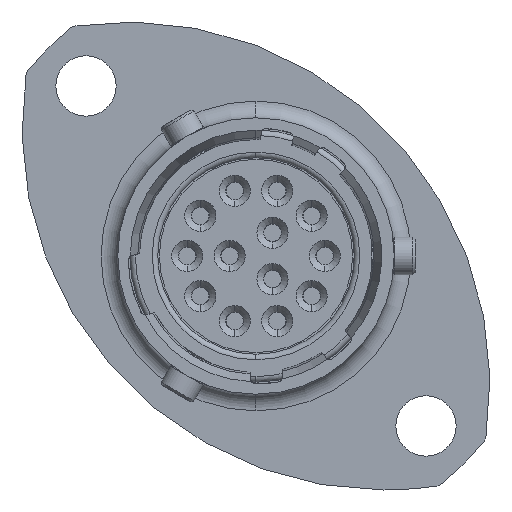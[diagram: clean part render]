
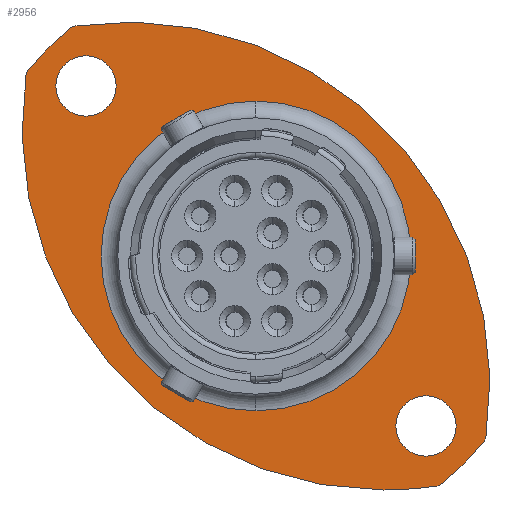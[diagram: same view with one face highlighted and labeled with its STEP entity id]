
A CAD part, left-side view. The second image highlights one B-rep face of the part: STEP entity #2956.
In plain terms, the highlighted planar face has unit normal (-1, 0, 0).
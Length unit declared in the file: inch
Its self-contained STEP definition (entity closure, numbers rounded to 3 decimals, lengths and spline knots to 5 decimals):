
#2956 = ADVANCED_FACE ( 'NONE', ( #19996, #19998, #20000, #20002 ), #19995, .F. ) ;
#3081 = EDGE_CURVE ( 'NONE', #7939, #7942, #21974, .T. ) ;
#3085 = EDGE_CURVE ( 'NONE', #7931, #7940, #21980, .T. ) ;
#3089 = EDGE_CURVE ( 'NONE', #7792, #7933, #21984, .T. ) ;
#3110 = EDGE_CURVE ( 'NONE', #7826, #7820, #22017, .T. ) ;
#3301 = EDGE_CURVE ( 'NONE', #7820, #7826, #26589, .T. ) ;
#3302 = EDGE_CURVE ( 'NONE', #7942, #7939, #26586, .T. ) ;
#3303 = EDGE_CURVE ( 'NONE', #7940, #7931, #26592, .T. ) ;
#3304 = EDGE_CURVE ( 'NONE', #7938, #7792, #26594, .T. ) ;
#3305 = EDGE_CURVE ( 'NONE', #7933, #7883, #26598, .T. ) ;
#3306 = EDGE_CURVE ( 'NONE', #7883, #7812, #26602, .T. ) ;
#3307 = EDGE_CURVE ( 'NONE', #7812, #7938, #26606, .T. ) ;
#4187 = EDGE_LOOP ( 'NONE', ( #10612, #10615, #10616, #10617, #10619 ) ) ;
#4188 = EDGE_LOOP ( 'NONE', ( #10602, #10603 ) ) ;
#4190 = EDGE_LOOP ( 'NONE', ( #10599, #10601 ) ) ;
#4192 = EDGE_LOOP ( 'NONE', ( #10606, #10607 ) ) ;
#7792 = VERTEX_POINT ( 'NONE', #36187 ) ;
#7812 = VERTEX_POINT ( 'NONE', #36209 ) ;
#7820 = VERTEX_POINT ( 'NONE', #36217 ) ;
#7826 = VERTEX_POINT ( 'NONE', #36223 ) ;
#7883 = VERTEX_POINT ( 'NONE', #36280 ) ;
#7931 = VERTEX_POINT ( 'NONE', #36328 ) ;
#7933 = VERTEX_POINT ( 'NONE', #36330 ) ;
#7938 = VERTEX_POINT ( 'NONE', #36335 ) ;
#7939 = VERTEX_POINT ( 'NONE', #36336 ) ;
#7940 = VERTEX_POINT ( 'NONE', #36337 ) ;
#7942 = VERTEX_POINT ( 'NONE', #36339 ) ;
#10599 = ORIENTED_EDGE ( 'NONE', *, *, #3301, .T. ) ;
#10601 = ORIENTED_EDGE ( 'NONE', *, *, #3110, .T. ) ;
#10602 = ORIENTED_EDGE ( 'NONE', *, *, #3081, .F. ) ;
#10603 = ORIENTED_EDGE ( 'NONE', *, *, #3302, .F. ) ;
#10606 = ORIENTED_EDGE ( 'NONE', *, *, #3085, .F. ) ;
#10607 = ORIENTED_EDGE ( 'NONE', *, *, #3303, .F. ) ;
#10612 = ORIENTED_EDGE ( 'NONE', *, *, #3304, .T. ) ;
#10615 = ORIENTED_EDGE ( 'NONE', *, *, #3089, .T. ) ;
#10616 = ORIENTED_EDGE ( 'NONE', *, *, #3305, .T. ) ;
#10617 = ORIENTED_EDGE ( 'NONE', *, *, #3306, .T. ) ;
#10619 = ORIENTED_EDGE ( 'NONE', *, *, #3307, .T. ) ;
#19995 = PLANE ( 'NONE',  #20932 ) ;
#19996 = FACE_BOUND ( 'NONE', #4190, .T. ) ;
#19998 = FACE_BOUND ( 'NONE', #4188, .T. ) ;
#20000 = FACE_BOUND ( 'NONE', #4192, .T. ) ;
#20002 = FACE_OUTER_BOUND ( 'NONE', #4187, .T. ) ;
#20012 = CARTESIAN_POINT ( 'NONE',  ( 0.43089, 0.53299, -0.05836 ) ) ;
#20013 = DIRECTION ( 'NONE',  ( 1., 0., 0. ) ) ;
#20014 = DIRECTION ( 'NONE',  ( 0., 0., -1. ) ) ;
#20932 = AXIS2_PLACEMENT_3D ( 'NONE', #20012, #20013, #20014 ) ;
#21974 = CIRCLE ( 'NONE', #21976, 0.06398 ) ;
#21976 = AXIS2_PLACEMENT_3D ( 'NONE', #23655, #23657, #23659 ) ;
#21980 = CIRCLE ( 'NONE', #21982, 0.06398 ) ;
#21982 = AXIS2_PLACEMENT_3D ( 'NONE', #23677, #23679, #23680 ) ;
#21984 = CIRCLE ( 'NONE', #21988, 0.76772 ) ;
#21988 = AXIS2_PLACEMENT_3D ( 'NONE', #23702, #23703, #23705 ) ;
#22017 = CIRCLE ( 'NONE', #22022, 0.32854 ) ;
#22022 = AXIS2_PLACEMENT_3D ( 'NONE', #23816, #23817, #23819 ) ;
#23655 = CARTESIAN_POINT ( 'NONE',  ( 0.43089, 0.60039, 0.30215 ) ) ;
#23657 = DIRECTION ( 'NONE',  ( -1., 0., 0. ) ) ;
#23659 = DIRECTION ( 'NONE',  ( 0., 0., -1. ) ) ;
#23677 = CARTESIAN_POINT ( 'NONE',  ( 0.43089, -0.12063, -0.41887 ) ) ;
#23679 = DIRECTION ( 'NONE',  ( -1., 0., 0. ) ) ;
#23680 = DIRECTION ( 'NONE',  ( 0., 0., -1. ) ) ;
#23702 = CARTESIAN_POINT ( 'NONE',  ( 0.43089, -0.03155, 0.21307 ) ) ;
#23703 = DIRECTION ( 'NONE',  ( -1., 0., 0. ) ) ;
#23705 = DIRECTION ( 'NONE',  ( 0., 0., -1. ) ) ;
#23816 = CARTESIAN_POINT ( 'NONE',  ( 0.43089, 0.23988, -0.05836 ) ) ;
#23817 = DIRECTION ( 'NONE',  ( 1., 0., 0. ) ) ;
#23819 = DIRECTION ( 'NONE',  ( 0., 0., -1. ) ) ;
#26586 = CIRCLE ( 'NONE', #26593, 0.06398 ) ;
#26589 = CIRCLE ( 'NONE', #26590, 0.32854 ) ;
#26590 = AXIS2_PLACEMENT_3D ( 'NONE', #29391, #29392, #29394 ) ;
#26592 = CIRCLE ( 'NONE', #26596, 0.06398 ) ;
#26593 = AXIS2_PLACEMENT_3D ( 'NONE', #29397, #29398, #29399 ) ;
#26594 = CIRCLE ( 'NONE', #26600, 0.76772 ) ;
#26596 = AXIS2_PLACEMENT_3D ( 'NONE', #29402, #29404, #29405 ) ;
#26598 = CIRCLE ( 'NONE', #26604, 0.62303 ) ;
#26600 = AXIS2_PLACEMENT_3D ( 'NONE', #29406, #29407, #29408 ) ;
#26602 = CIRCLE ( 'NONE', #26608, 0.76772 ) ;
#26604 = AXIS2_PLACEMENT_3D ( 'NONE', #29409, #29410, #29411 ) ;
#26606 = CIRCLE ( 'NONE', #26612, 0.62303 ) ;
#26608 = AXIS2_PLACEMENT_3D ( 'NONE', #29414, #29415, #29416 ) ;
#26612 = AXIS2_PLACEMENT_3D ( 'NONE', #29418, #29419, #29420 ) ;
#29391 = CARTESIAN_POINT ( 'NONE',  ( 0.43089, 0.23988, -0.05836 ) ) ;
#29392 = DIRECTION ( 'NONE',  ( 1., 0., 0. ) ) ;
#29394 = DIRECTION ( 'NONE',  ( 0., 0., -1. ) ) ;
#29397 = CARTESIAN_POINT ( 'NONE',  ( 0.43089, 0.60039, 0.30215 ) ) ;
#29398 = DIRECTION ( 'NONE',  ( -1., 0., 0. ) ) ;
#29399 = DIRECTION ( 'NONE',  ( 0., 0., -1. ) ) ;
#29402 = CARTESIAN_POINT ( 'NONE',  ( 0.43089, -0.12063, -0.41887 ) ) ;
#29404 = DIRECTION ( 'NONE',  ( -1., 0., 0. ) ) ;
#29405 = DIRECTION ( 'NONE',  ( 0., 0., -1. ) ) ;
#29406 = CARTESIAN_POINT ( 'NONE',  ( 0.43089, -0.03155, 0.21307 ) ) ;
#29407 = DIRECTION ( 'NONE',  ( -1., 0., 0. ) ) ;
#29408 = DIRECTION ( 'NONE',  ( 0., 0., -1. ) ) ;
#29409 = CARTESIAN_POINT ( 'NONE',  ( 0.43089, 0.23988, -0.05836 ) ) ;
#29410 = DIRECTION ( 'NONE',  ( -1., 0., 0. ) ) ;
#29411 = DIRECTION ( 'NONE',  ( 0., 0., 1. ) ) ;
#29414 = CARTESIAN_POINT ( 'NONE',  ( 0.43089, 0.51131, -0.32979 ) ) ;
#29415 = DIRECTION ( 'NONE',  ( -1., 0., 0. ) ) ;
#29416 = DIRECTION ( 'NONE',  ( 0., 0., -1. ) ) ;
#29418 = CARTESIAN_POINT ( 'NONE',  ( 0.43089, 0.23988, -0.05836 ) ) ;
#29419 = DIRECTION ( 'NONE',  ( -1., 0., 0. ) ) ;
#29420 = DIRECTION ( 'NONE',  ( 0., 0., 1. ) ) ;
#36187 = CARTESIAN_POINT ( 'NONE',  ( 0.43089, -0.03155, -0.55465 ) ) ;
#36209 = CARTESIAN_POINT ( 'NONE',  ( 0.43089, 0.62801, 0.42901 ) ) ;
#36217 = CARTESIAN_POINT ( 'NONE',  ( 0.43089, 0.23988, -0.3869 ) ) ;
#36223 = CARTESIAN_POINT ( 'NONE',  ( 0.43089, 0.23988, 0.27018 ) ) ;
#36280 = CARTESIAN_POINT ( 'NONE',  ( 0.43089, -0.24749, -0.44649 ) ) ;
#36328 = CARTESIAN_POINT ( 'NONE',  ( 0.43089, -0.12063, -0.48285 ) ) ;
#36330 = CARTESIAN_POINT ( 'NONE',  ( 0.43089, -0.14825, -0.54573 ) ) ;
#36335 = CARTESIAN_POINT ( 'NONE',  ( 0.43089, 0.72725, 0.32977 ) ) ;
#36336 = CARTESIAN_POINT ( 'NONE',  ( 0.43089, 0.60039, 0.23818 ) ) ;
#36337 = CARTESIAN_POINT ( 'NONE',  ( 0.43089, -0.12063, -0.3549 ) ) ;
#36339 = CARTESIAN_POINT ( 'NONE',  ( 0.43089, 0.60039, 0.36613 ) ) ;
